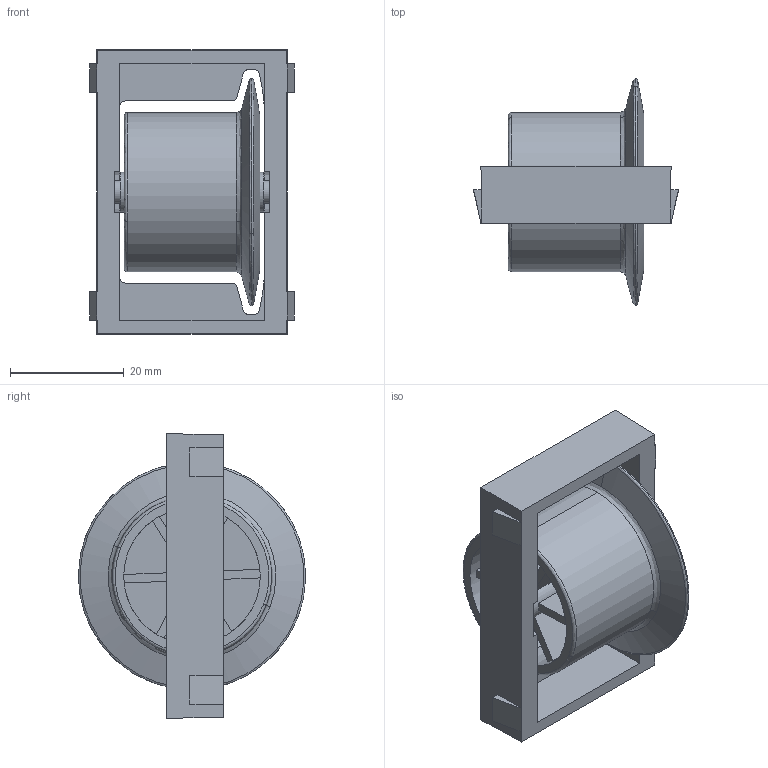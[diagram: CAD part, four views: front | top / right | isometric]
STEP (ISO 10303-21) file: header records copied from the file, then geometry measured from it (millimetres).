
FILE_DESCRIPTION (( 'STEP AP214' ), '1' );
FILE_NAME ('7750065', '2019-02-01T13:52:49', ( '' ), ('JUGARD+KÜNSTNER GmbH'), 'SwSTEP 2.0', 'SolidWorks 2017', '' );
FILE_SCHEMA (( 'AUTOMOTIVE_DESIGN' ));
Length unit declared in the file: millimetre
Products named in the file (1): 7750065_CNAJF00
Bounding box: 36 x 39.88 x 50 mm (x, y, z)
Volume: 13398.1 mm3; surface area: 13178 mm2
Topology: 1 solids, 1 shells, 155 faces, 445 edges, 295 vertices
Faces by surface type: plane 111, cylinder 32, bspline 8, cone 4
Entity records: 7066 total; most frequent: CARTESIAN_POINT 1144, ORIENTED_EDGE 890, DIRECTION 884, EDGE_CURVE 445, VECTOR 298, LINE 298, VERTEX_POINT 295, AXIS2_PLACEMENT_3D 293
